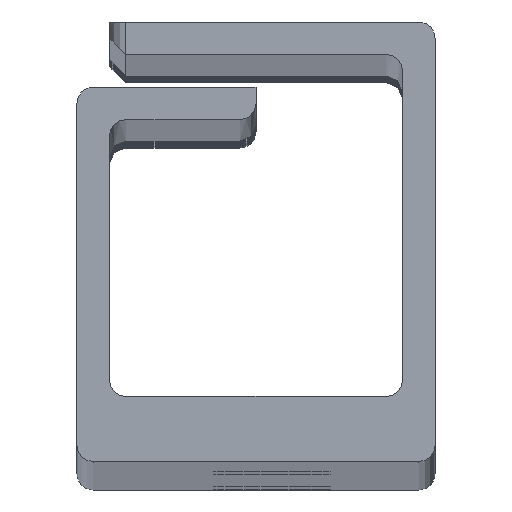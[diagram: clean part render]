
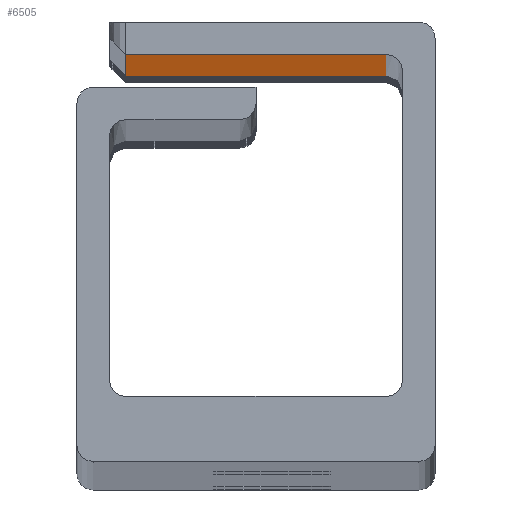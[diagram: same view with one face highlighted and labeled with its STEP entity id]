
A CAD part, top view. The second image highlights one B-rep face of the part: STEP entity #6505.
In plain terms, the highlighted planar face has unit normal (0, -1, 0).
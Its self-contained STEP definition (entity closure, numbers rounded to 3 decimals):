
#101 = CARTESIAN_POINT ( 'NONE',  ( 1.5, 12.5, 129.243 ) ) ;
#394 = EDGE_LOOP ( 'NONE', ( #4463, #4174, #5725, #3984 ) ) ;
#442 = DIRECTION ( 'NONE',  ( 1., 0., 0. ) ) ;
#981 = CARTESIAN_POINT ( 'NONE',  ( 10., 12.5, 500. ) ) ;
#1260 = EDGE_CURVE ( 'NONE', #3368, #1525, #2982, .T. ) ;
#1353 = VECTOR ( 'NONE', #3697, 1000. ) ;
#1525 = VERTEX_POINT ( 'NONE', #7556 ) ;
#2059 = DIRECTION ( 'NONE',  ( 0., 0., -1. ) ) ;
#2140 = DIRECTION ( 'NONE',  ( -1., 0., 0. ) ) ;
#2721 = LINE ( 'NONE', #8737, #7521 ) ;
#2982 = LINE ( 'NONE', #981, #1353 ) ;
#3368 = VERTEX_POINT ( 'NONE', #3485 ) ;
#3379 = AXIS2_PLACEMENT_3D ( 'NONE', #6808, #5298, #2140 ) ;
#3485 = CARTESIAN_POINT ( 'NONE',  ( 1.5, 12.5, 500. ) ) ;
#3697 = DIRECTION ( 'NONE',  ( 1., 0., 0. ) ) ;
#3899 = CARTESIAN_POINT ( 'NONE',  ( 9.5, 12.5, 129.243 ) ) ;
#3984 = ORIENTED_EDGE ( 'NONE', *, *, #1260, .F. ) ;
#4100 = PLANE ( 'NONE',  #3379 ) ;
#4174 = ORIENTED_EDGE ( 'NONE', *, *, #7833, .T. ) ;
#4429 = VERTEX_POINT ( 'NONE', #3899 ) ;
#4463 = ORIENTED_EDGE ( 'NONE', *, *, #6103, .T. ) ;
#4541 = LINE ( 'NONE', #7162, #6903 ) ;
#4956 = VECTOR ( 'NONE', #7924, 1000. ) ;
#5127 = CARTESIAN_POINT ( 'NONE',  ( 9.5, 12.5, 500. ) ) ;
#5259 = EDGE_CURVE ( 'NONE', #4429, #1525, #6456, .T. ) ;
#5298 = DIRECTION ( 'NONE',  ( 0., 1., 0. ) ) ;
#5725 = ORIENTED_EDGE ( 'NONE', *, *, #5259, .T. ) ;
#6103 = EDGE_CURVE ( 'NONE', #3368, #6226, #2721, .T. ) ;
#6226 = VERTEX_POINT ( 'NONE', #101 ) ;
#6456 = LINE ( 'NONE', #5127, #4956 ) ;
#6505 = ADVANCED_FACE ( 'NONE', ( #8683 ), #4100, .F. ) ;
#6808 = CARTESIAN_POINT ( 'NONE',  ( 10., 12.5, 500. ) ) ;
#6903 = VECTOR ( 'NONE', #442, 1000. ) ;
#7162 = CARTESIAN_POINT ( 'NONE',  ( 10., 12.5, 129.243 ) ) ;
#7521 = VECTOR ( 'NONE', #2059, 1000. ) ;
#7556 = CARTESIAN_POINT ( 'NONE',  ( 9.5, 12.5, 500. ) ) ;
#7833 = EDGE_CURVE ( 'NONE', #6226, #4429, #4541, .T. ) ;
#7924 = DIRECTION ( 'NONE',  ( 0., 0., 1. ) ) ;
#8683 = FACE_OUTER_BOUND ( 'NONE', #394, .T. ) ;
#8737 = CARTESIAN_POINT ( 'NONE',  ( 1.5, 12.5, 500. ) ) ;
